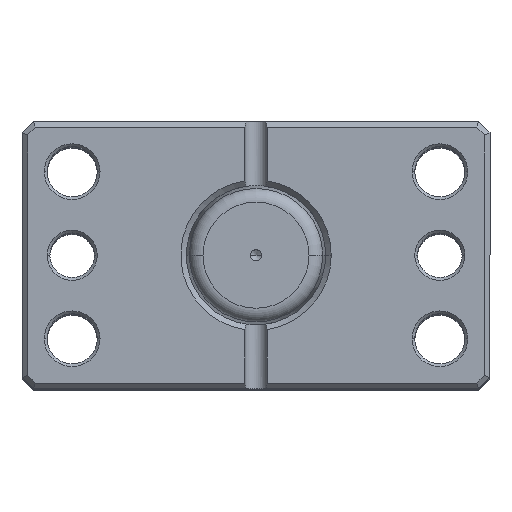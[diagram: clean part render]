
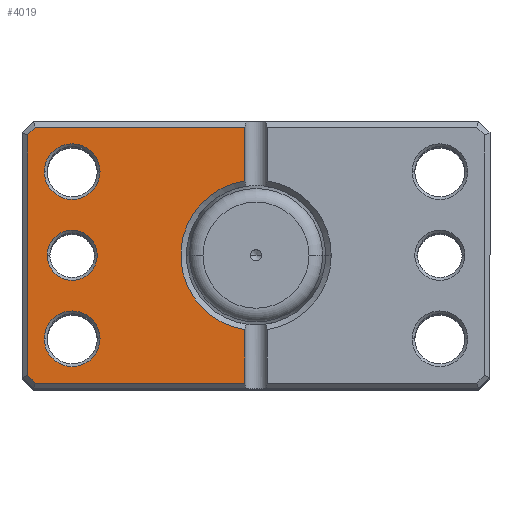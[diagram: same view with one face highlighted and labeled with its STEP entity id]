
A CAD part, top view. The second image highlights one B-rep face of the part: STEP entity #4019.
In plain terms, the highlighted face is planar.
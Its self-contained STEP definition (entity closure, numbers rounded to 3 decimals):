
#64 = AXIS2_PLACEMENT_3D ( 'NONE', #2619, #6425, #3171 ) ;
#101 = CIRCLE ( 'NONE', #1468, 5. ) ;
#104 = CARTESIAN_POINT ( 'NONE',  ( 33., 15., 0. ) ) ;
#200 = AXIS2_PLACEMENT_3D ( 'NONE', #2826, #5044, #1719 ) ;
#210 = ORIENTED_EDGE ( 'NONE', *, *, #4327, .T. ) ;
#219 = EDGE_CURVE ( 'NONE', #4157, #1151, #3669, .T. ) ;
#244 = EDGE_CURVE ( 'NONE', #5317, #1356, #2019, .T. ) ;
#260 = EDGE_LOOP ( 'NONE', ( #4541, #3224, #5298, #1246, #5797, #6141, #6468, #6798 ) ) ;
#262 = CARTESIAN_POINT ( 'NONE',  ( 28.5, 0., 0. ) ) ;
#316 = CARTESIAN_POINT ( 'NONE',  ( 31.293, 31.293, 0. ) ) ;
#377 = CIRCLE ( 'NONE', #2202, 5. ) ;
#435 = EDGE_CURVE ( 'NONE', #6749, #1741, #5208, .T. ) ;
#471 = CARTESIAN_POINT ( 'NONE',  ( 2., 24., 0. ) ) ;
#634 = LINE ( 'NONE', #5654, #3568 ) ;
#659 = CARTESIAN_POINT ( 'NONE',  ( 28., 15., 0. ) ) ;
#666 = DIRECTION ( 'NONE',  ( 0., 0., 1. ) ) ;
#769 = EDGE_CURVE ( 'NONE', #4390, #4064, #377, .T. ) ;
#813 = EDGE_CURVE ( 'NONE', #5956, #4671, #3130, .T. ) ;
#831 = FACE_BOUND ( 'NONE', #1285, .T. ) ;
#888 = CARTESIAN_POINT ( 'NONE',  ( 33., 15., 0. ) ) ;
#915 = VECTOR ( 'NONE', #6460, 1000. ) ;
#991 = CIRCLE ( 'NONE', #5844, 5. ) ;
#1030 = EDGE_CURVE ( 'NONE', #1151, #3346, #3828, .T. ) ;
#1076 = VECTOR ( 'NONE', #3525, 1000. ) ;
#1151 = VERTEX_POINT ( 'NONE', #4604 ) ;
#1181 = PLANE ( 'NONE',  #200 ) ;
#1246 = ORIENTED_EDGE ( 'NONE', *, *, #5847, .T. ) ;
#1268 = CARTESIAN_POINT ( 'NONE',  ( 33., 0., 0. ) ) ;
#1285 = EDGE_LOOP ( 'NONE', ( #6860, #1401 ) ) ;
#1356 = VERTEX_POINT ( 'NONE', #3147 ) ;
#1368 = CARTESIAN_POINT ( 'NONE',  ( 37.5, 0., 0. ) ) ;
#1401 = ORIENTED_EDGE ( 'NONE', *, *, #769, .T. ) ;
#1436 = DIRECTION ( 'NONE',  ( 1., 0., 0. ) ) ;
#1468 = AXIS2_PLACEMENT_3D ( 'NONE', #888, #4763, #1436 ) ;
#1520 = CARTESIAN_POINT ( 'NONE',  ( 38., -15., 0. ) ) ;
#1700 = CARTESIAN_POINT ( 'NONE',  ( 33., -15., 0. ) ) ;
#1719 = DIRECTION ( 'NONE',  ( 1., 0., 0. ) ) ;
#1741 = VERTEX_POINT ( 'NONE', #2685 ) ;
#1743 = CARTESIAN_POINT ( 'NONE',  ( 33., -15., 0. ) ) ;
#2019 = CIRCLE ( 'NONE', #2503, 13.5 ) ;
#2100 = EDGE_CURVE ( 'NONE', #3346, #5317, #3253, .T. ) ;
#2190 = ORIENTED_EDGE ( 'NONE', *, *, #3503, .T. ) ;
#2202 = AXIS2_PLACEMENT_3D ( 'NONE', #104, #666, #2475 ) ;
#2234 = CARTESIAN_POINT ( 'NONE',  ( 2., -13.351, 0. ) ) ;
#2264 = DIRECTION ( 'NONE',  ( 1., 0., 0. ) ) ;
#2294 = FACE_BOUND ( 'NONE', #4114, .T. ) ;
#2316 = DIRECTION ( 'NONE',  ( 1., 0., 0. ) ) ;
#2373 = DIRECTION ( 'NONE',  ( 1., 0., 0. ) ) ;
#2384 = LINE ( 'NONE', #3723, #915 ) ;
#2454 = CARTESIAN_POINT ( 'NONE',  ( 28., -15., 0. ) ) ;
#2475 = DIRECTION ( 'NONE',  ( 1., 0., 0. ) ) ;
#2503 = AXIS2_PLACEMENT_3D ( 'NONE', #4962, #5098, #5030 ) ;
#2619 = CARTESIAN_POINT ( 'NONE',  ( 33., 0., 0. ) ) ;
#2685 = CARTESIAN_POINT ( 'NONE',  ( 41., 21.586, 0. ) ) ;
#2698 = EDGE_CURVE ( 'NONE', #1356, #3040, #2384, .T. ) ;
#2826 = CARTESIAN_POINT ( 'NONE',  ( 0., 0., 0. ) ) ;
#2915 = CARTESIAN_POINT ( 'NONE',  ( 2., 23., 0. ) ) ;
#3040 = VERTEX_POINT ( 'NONE', #2915 ) ;
#3130 = CIRCLE ( 'NONE', #3316, 4.5 ) ;
#3147 = CARTESIAN_POINT ( 'NONE',  ( 2., 13.351, 0. ) ) ;
#3171 = DIRECTION ( 'NONE',  ( 1., 0., 0. ) ) ;
#3224 = ORIENTED_EDGE ( 'NONE', *, *, #244, .T. ) ;
#3253 = LINE ( 'NONE', #471, #5980 ) ;
#3316 = AXIS2_PLACEMENT_3D ( 'NONE', #1268, #3506, #5685 ) ;
#3346 = VERTEX_POINT ( 'NONE', #4304 ) ;
#3503 = EDGE_CURVE ( 'NONE', #3644, #6164, #5725, .T. ) ;
#3506 = DIRECTION ( 'NONE',  ( 0., 0., 1. ) ) ;
#3525 = DIRECTION ( 'NONE',  ( 0., -1., 0. ) ) ;
#3568 = VECTOR ( 'NONE', #2373, 1000. ) ;
#3644 = VERTEX_POINT ( 'NONE', #2454 ) ;
#3669 = LINE ( 'NONE', #4436, #7033 ) ;
#3723 = CARTESIAN_POINT ( 'NONE',  ( 2., 24., 0. ) ) ;
#3828 = LINE ( 'NONE', #6255, #5116 ) ;
#3845 = ORIENTED_EDGE ( 'NONE', *, *, #4002, .T. ) ;
#3939 = VECTOR ( 'NONE', #5237, 1000. ) ;
#4002 = EDGE_CURVE ( 'NONE', #6164, #3644, #991, .T. ) ;
#4019 = ADVANCED_FACE ( 'NONE', ( #2294, #5557, #831, #6465 ), #1181, .F. ) ;
#4064 = VERTEX_POINT ( 'NONE', #659 ) ;
#4084 = CARTESIAN_POINT ( 'NONE',  ( 41., 0., 0. ) ) ;
#4114 = EDGE_LOOP ( 'NONE', ( #210, #6205 ) ) ;
#4157 = VERTEX_POINT ( 'NONE', #6754 ) ;
#4195 = EDGE_CURVE ( 'NONE', #1741, #4157, #5793, .T. ) ;
#4219 = AXIS2_PLACEMENT_3D ( 'NONE', #1743, #5598, #2316 ) ;
#4304 = CARTESIAN_POINT ( 'NONE',  ( 2., -23., 0. ) ) ;
#4327 = EDGE_CURVE ( 'NONE', #4671, #5956, #4562, .T. ) ;
#4344 = DIRECTION ( 'NONE',  ( 0., 1., 0. ) ) ;
#4390 = VERTEX_POINT ( 'NONE', #6997 ) ;
#4436 = CARTESIAN_POINT ( 'NONE',  ( 31.293, -31.293, 0. ) ) ;
#4469 = DIRECTION ( 'NONE',  ( -0.707, -0.707, 0. ) ) ;
#4541 = ORIENTED_EDGE ( 'NONE', *, *, #2100, .T. ) ;
#4562 = CIRCLE ( 'NONE', #64, 4.5 ) ;
#4604 = CARTESIAN_POINT ( 'NONE',  ( 39.586, -23., 0. ) ) ;
#4671 = VERTEX_POINT ( 'NONE', #262 ) ;
#4763 = DIRECTION ( 'NONE',  ( 0., 0., 1. ) ) ;
#4955 = DIRECTION ( 'NONE',  ( -1., 0., 0. ) ) ;
#4962 = CARTESIAN_POINT ( 'NONE',  ( 0., 0., 0. ) ) ;
#5030 = DIRECTION ( 'NONE',  ( 1., 0., 0. ) ) ;
#5044 = DIRECTION ( 'NONE',  ( 0., 0., 1. ) ) ;
#5098 = DIRECTION ( 'NONE',  ( 0., 0., 1. ) ) ;
#5116 = VECTOR ( 'NONE', #4955, 1000. ) ;
#5208 = LINE ( 'NONE', #316, #3939 ) ;
#5237 = DIRECTION ( 'NONE',  ( 0.707, -0.707, 0. ) ) ;
#5298 = ORIENTED_EDGE ( 'NONE', *, *, #2698, .T. ) ;
#5317 = VERTEX_POINT ( 'NONE', #2234 ) ;
#5556 = DIRECTION ( 'NONE',  ( 0., 0., 1. ) ) ;
#5557 = FACE_BOUND ( 'NONE', #6083, .T. ) ;
#5573 = CARTESIAN_POINT ( 'NONE',  ( 39.586, 23., 0. ) ) ;
#5598 = DIRECTION ( 'NONE',  ( 0., 0., 1. ) ) ;
#5654 = CARTESIAN_POINT ( 'NONE',  ( 0., 23., 0. ) ) ;
#5685 = DIRECTION ( 'NONE',  ( 1., 0., 0. ) ) ;
#5725 = CIRCLE ( 'NONE', #4219, 5. ) ;
#5793 = LINE ( 'NONE', #4084, #1076 ) ;
#5797 = ORIENTED_EDGE ( 'NONE', *, *, #435, .T. ) ;
#5844 = AXIS2_PLACEMENT_3D ( 'NONE', #1700, #5556, #2264 ) ;
#5847 = EDGE_CURVE ( 'NONE', #3040, #6749, #634, .T. ) ;
#5956 = VERTEX_POINT ( 'NONE', #1368 ) ;
#5980 = VECTOR ( 'NONE', #4344, 1000. ) ;
#6083 = EDGE_LOOP ( 'NONE', ( #2190, #3845 ) ) ;
#6141 = ORIENTED_EDGE ( 'NONE', *, *, #4195, .T. ) ;
#6164 = VERTEX_POINT ( 'NONE', #1520 ) ;
#6205 = ORIENTED_EDGE ( 'NONE', *, *, #813, .T. ) ;
#6255 = CARTESIAN_POINT ( 'NONE',  ( 0., -23., 0. ) ) ;
#6401 = EDGE_CURVE ( 'NONE', #4064, #4390, #101, .T. ) ;
#6425 = DIRECTION ( 'NONE',  ( 0., 0., 1. ) ) ;
#6460 = DIRECTION ( 'NONE',  ( 0., 1., 0. ) ) ;
#6465 = FACE_OUTER_BOUND ( 'NONE', #260, .T. ) ;
#6468 = ORIENTED_EDGE ( 'NONE', *, *, #219, .T. ) ;
#6749 = VERTEX_POINT ( 'NONE', #5573 ) ;
#6754 = CARTESIAN_POINT ( 'NONE',  ( 41., -21.586, 0. ) ) ;
#6798 = ORIENTED_EDGE ( 'NONE', *, *, #1030, .T. ) ;
#6860 = ORIENTED_EDGE ( 'NONE', *, *, #6401, .T. ) ;
#6997 = CARTESIAN_POINT ( 'NONE',  ( 38., 15., 0. ) ) ;
#7033 = VECTOR ( 'NONE', #4469, 1000. ) ;
